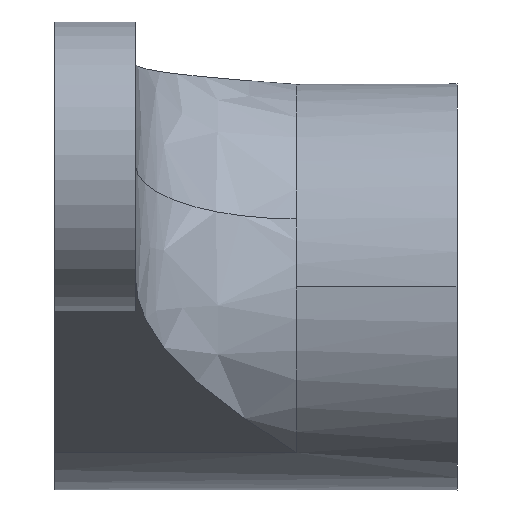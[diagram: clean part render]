
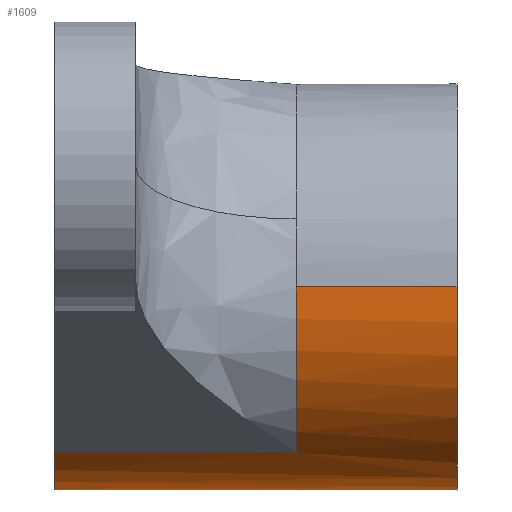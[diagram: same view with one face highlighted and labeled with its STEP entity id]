
A CAD part, front view. The second image highlights one B-rep face of the part: STEP entity #1609.
In plain terms, the highlighted cylindrical face has radius 12.625 mm (diameter 25.25 mm), a partial arc.
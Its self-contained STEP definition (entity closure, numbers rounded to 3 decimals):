
#90 = CARTESIAN_POINT ( 'NONE',  ( 90., 212.085, 27.5 ) ) ;
#113 = FACE_OUTER_BOUND ( 'NONE', #916, .T. ) ;
#167 = ORIENTED_EDGE ( 'NONE', *, *, #1870, .T. ) ;
#184 = ORIENTED_EDGE ( 'NONE', *, *, #604, .F. ) ;
#226 = CARTESIAN_POINT ( 'NONE',  ( 90., 186.835, 27.5 ) ) ;
#234 = AXIS2_PLACEMENT_3D ( 'NONE', #451, #1646, #902 ) ;
#380 = LINE ( 'NONE', #226, #1418 ) ;
#435 = DIRECTION ( 'NONE',  ( -1., 0., 0. ) ) ;
#451 = CARTESIAN_POINT ( 'NONE',  ( 90., 199.46, 27.5 ) ) ;
#470 = ORIENTED_EDGE ( 'NONE', *, *, #792, .T. ) ;
#481 = DIRECTION ( 'NONE',  ( -1., 0., 0. ) ) ;
#482 = VECTOR ( 'NONE', #435, 1000. ) ;
#548 = DIRECTION ( 'NONE',  ( 0., 1., 0. ) ) ;
#604 = EDGE_CURVE ( 'NONE', #1337, #1809, #380, .T. ) ;
#607 = VERTEX_POINT ( 'NONE', #1881 ) ;
#665 = DIRECTION ( 'NONE',  ( 0., 1., 0. ) ) ;
#720 = DIRECTION ( 'NONE',  ( 1., 0., 0. ) ) ;
#728 = CYLINDRICAL_SURFACE ( 'NONE', #234, 12.625 ) ;
#745 = CARTESIAN_POINT ( 'NONE',  ( 90., 212.085, 27.5 ) ) ;
#758 = ORIENTED_EDGE ( 'NONE', *, *, #990, .T. ) ;
#785 = CARTESIAN_POINT ( 'NONE',  ( 105., 186.835, 27.5 ) ) ;
#792 = EDGE_CURVE ( 'NONE', #909, #1755, #1334, .T. ) ;
#840 = CIRCLE ( 'NONE', #1088, 12.625 ) ;
#902 = DIRECTION ( 'NONE',  ( 0., 1., 0. ) ) ;
#909 = VERTEX_POINT ( 'NONE', #1478 ) ;
#916 = EDGE_LOOP ( 'NONE', ( #184, #1816, #470, #758, #167, #1275 ) ) ;
#928 = CARTESIAN_POINT ( 'NONE',  ( 115., 186.835, 27.5 ) ) ;
#935 = VECTOR ( 'NONE', #1618, 1000. ) ;
#990 = EDGE_CURVE ( 'NONE', #1755, #1159, #840, .T. ) ;
#1032 = CIRCLE ( 'NONE', #1222, 12.625 ) ;
#1056 = AXIS2_PLACEMENT_3D ( 'NONE', #1243, #481, #665 ) ;
#1088 = AXIS2_PLACEMENT_3D ( 'NONE', #1141, #1730, #1879 ) ;
#1092 = CIRCLE ( 'NONE', #1056, 12.625 ) ;
#1141 = CARTESIAN_POINT ( 'NONE',  ( 90., 199.46, 27.5 ) ) ;
#1159 = VERTEX_POINT ( 'NONE', #745 ) ;
#1175 = CARTESIAN_POINT ( 'NONE',  ( 105., 199.46, 27.5 ) ) ;
#1222 = AXIS2_PLACEMENT_3D ( 'NONE', #1175, #720, #548 ) ;
#1243 = CARTESIAN_POINT ( 'NONE',  ( 115., 199.46, 27.5 ) ) ;
#1275 = ORIENTED_EDGE ( 'NONE', *, *, #1310, .T. ) ;
#1296 = DIRECTION ( 'NONE',  ( 1., 0., 0. ) ) ;
#1310 = EDGE_CURVE ( 'NONE', #607, #1809, #1092, .T. ) ;
#1334 = LINE ( 'NONE', #1348, #482 ) ;
#1337 = VERTEX_POINT ( 'NONE', #785 ) ;
#1348 = CARTESIAN_POINT ( 'NONE',  ( 90., 192.167, 17.195 ) ) ;
#1418 = VECTOR ( 'NONE', #1296, 1000. ) ;
#1471 = LINE ( 'NONE', #90, #935 ) ;
#1478 = CARTESIAN_POINT ( 'NONE',  ( 105., 192.167, 17.195 ) ) ;
#1484 = EDGE_CURVE ( 'NONE', #1337, #909, #1032, .T. ) ;
#1609 = ADVANCED_FACE ( 'NONE', ( #113 ), #728, .T. ) ;
#1618 = DIRECTION ( 'NONE',  ( 1., 0., 0. ) ) ;
#1646 = DIRECTION ( 'NONE',  ( 1., 0., 0. ) ) ;
#1730 = DIRECTION ( 'NONE',  ( 1., 0., 0. ) ) ;
#1737 = CARTESIAN_POINT ( 'NONE',  ( 90., 192.167, 17.195 ) ) ;
#1755 = VERTEX_POINT ( 'NONE', #1737 ) ;
#1809 = VERTEX_POINT ( 'NONE', #928 ) ;
#1816 = ORIENTED_EDGE ( 'NONE', *, *, #1484, .T. ) ;
#1870 = EDGE_CURVE ( 'NONE', #1159, #607, #1471, .T. ) ;
#1879 = DIRECTION ( 'NONE',  ( 0., 1., 0. ) ) ;
#1881 = CARTESIAN_POINT ( 'NONE',  ( 115., 212.085, 27.5 ) ) ;
